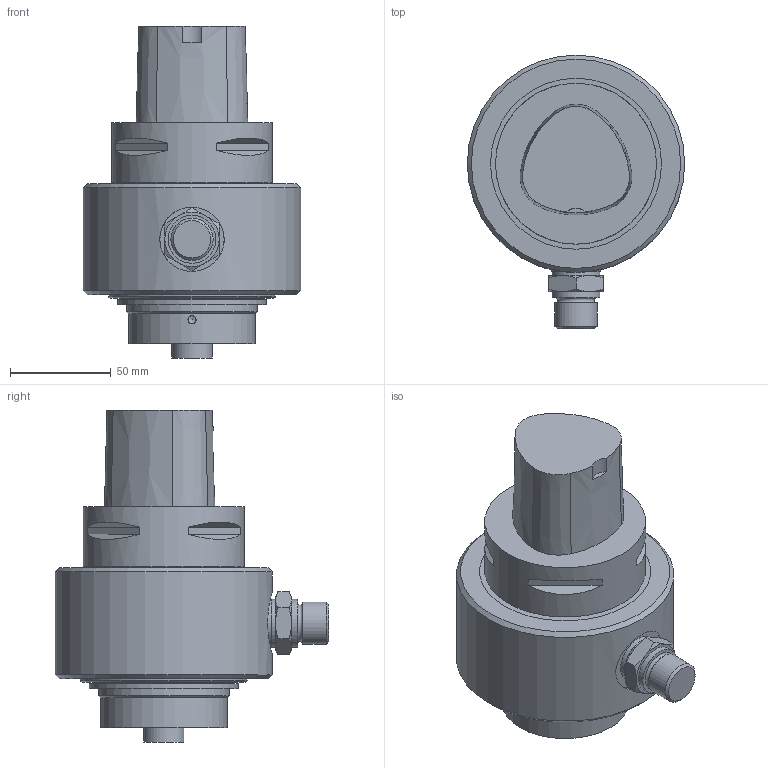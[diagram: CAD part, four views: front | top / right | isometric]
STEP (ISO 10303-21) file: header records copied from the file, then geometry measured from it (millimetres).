
FILE_DESCRIPTION(/* description */ ('3-D model version:1'),/* implementation_level */ '2;1');
FILE_NAME(/* name */ 'C8-391.02CCH-63 110',/* time_stamp */ '2016-12-02T14:02:01',/* author */ ('InteractiveCad'),/* organization */ ('AB Sandvik Coromant'),/* preprocessor_version */ 'ST-DEVELOPER v15',/* originating_system */ 'SIEMENS PLM Software NX 8.5',/* authorization */ '');
FILE_SCHEMA(('AUTOMOTIVE_DESIGN'));
Length unit declared in the file: millimetre
Products named in the file (1): C8-391.02CCH-63110-635515848442814316-1
Bounding box: 108 x 136 x 165 mm (x, y, z)
Volume: 815814.9 mm3; surface area: 71124.7 mm2
Topology: 1 solids, 1 shells, 88 faces, 181 edges, 116 vertices
Faces by surface type: plane 39, cone 29, cylinder 18, torus 2
Full cylindrical faces by diameter (mm): 4 x1, 20 x1, 21 x1, 23.8 x2, 24 x1, 32 x1, 63 x1, 65 x1, 70 x2, 74 x1, 80 x1, 82.9 x1, 85 x2, 108 x1
Entity records: 2344 total; most frequent: CARTESIAN_POINT 507, DIRECTION 390, ORIENTED_EDGE 296, AXIS2_PLACEMENT_3D 178, EDGE_CURVE 148, EDGE_LOOP 134, VERTEX_POINT 109, ADVANCED_FACE 88
